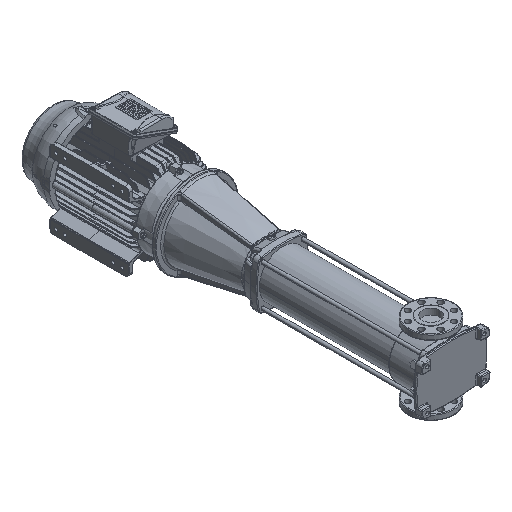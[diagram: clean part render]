
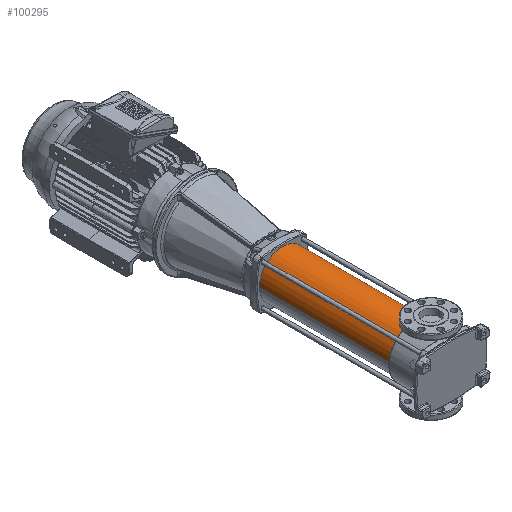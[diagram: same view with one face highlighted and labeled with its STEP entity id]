
A CAD part, isometric view. The second image highlights one B-rep face of the part: STEP entity #100295.
In plain terms, the highlighted cylindrical face has radius 98.5 mm (diameter 197 mm), a partial arc.
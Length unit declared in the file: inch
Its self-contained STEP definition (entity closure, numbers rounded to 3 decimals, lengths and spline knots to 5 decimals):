
#621 = EDGE_CURVE ( 'NONE', #80288, #21457, #52140, .T. ) ;
#2263 = VECTOR ( 'NONE', #68721, 39.37008 ) ;
#4973 = LINE ( 'NONE', #17224, #2263 ) ;
#5630 = CIRCLE ( 'NONE', #143967, 3.87795 ) ;
#14289 = CARTESIAN_POINT ( 'NONE',  ( 0., 2.13386, 0. ) ) ;
#16000 = CARTESIAN_POINT ( 'NONE',  ( 0., 2.13386, -3.87795 ) ) ;
#17224 = CARTESIAN_POINT ( 'NONE',  ( 0., 2.13386, -3.87795 ) ) ;
#21457 = VERTEX_POINT ( 'NONE', #62576 ) ;
#27675 = EDGE_CURVE ( 'NONE', #21457, #69948, #83714, .T. ) ;
#36393 = DIRECTION ( 'NONE',  ( 0., 1., 0. ) ) ;
#37996 = CYLINDRICAL_SURFACE ( 'NONE', #129286, 3.87795 ) ;
#49476 = DIRECTION ( 'NONE',  ( 0., 1., 0. ) ) ;
#52140 = LINE ( 'NONE', #128969, #59352 ) ;
#59352 = VECTOR ( 'NONE', #150296, 39.37008 ) ;
#62544 = FACE_OUTER_BOUND ( 'NONE', #160596, .T. ) ;
#62576 = CARTESIAN_POINT ( 'NONE',  ( 0., 24.00787, 3.87795 ) ) ;
#68721 = DIRECTION ( 'NONE',  ( 0., 1., 0. ) ) ;
#69948 = VERTEX_POINT ( 'NONE', #72462 ) ;
#71613 = CARTESIAN_POINT ( 'NONE',  ( 0., 2.13386, 0. ) ) ;
#72462 = CARTESIAN_POINT ( 'NONE',  ( 0., 24.00787, -3.87795 ) ) ;
#80288 = VERTEX_POINT ( 'NONE', #153497 ) ;
#83714 = CIRCLE ( 'NONE', #141139, 3.87795 ) ;
#84099 = ORIENTED_EDGE ( 'NONE', *, *, #621, .T. ) ;
#88724 = DIRECTION ( 'NONE',  ( 0., 0., 1. ) ) ;
#90982 = DIRECTION ( 'NONE',  ( 0., -1., 0. ) ) ;
#91450 = EDGE_CURVE ( 'NONE', #93872, #69948, #4973, .T. ) ;
#91786 = CARTESIAN_POINT ( 'NONE',  ( 0., 24.00787, 0. ) ) ;
#93267 = ORIENTED_EDGE ( 'NONE', *, *, #130522, .T. ) ;
#93872 = VERTEX_POINT ( 'NONE', #16000 ) ;
#100295 = ADVANCED_FACE ( 'NONE', ( #62544 ), #37996, .T. ) ;
#100808 = DIRECTION ( 'NONE',  ( 0., 0., 1. ) ) ;
#121045 = ORIENTED_EDGE ( 'NONE', *, *, #91450, .F. ) ;
#128969 = CARTESIAN_POINT ( 'NONE',  ( 0., 2.13386, 3.87795 ) ) ;
#129286 = AXIS2_PLACEMENT_3D ( 'NONE', #14289, #36393, #138592 ) ;
#130522 = EDGE_CURVE ( 'NONE', #93872, #80288, #5630, .T. ) ;
#134994 = ORIENTED_EDGE ( 'NONE', *, *, #27675, .T. ) ;
#138592 = DIRECTION ( 'NONE',  ( 0., 0., 1. ) ) ;
#141139 = AXIS2_PLACEMENT_3D ( 'NONE', #91786, #90982, #100808 ) ;
#143967 = AXIS2_PLACEMENT_3D ( 'NONE', #71613, #49476, #88724 ) ;
#150296 = DIRECTION ( 'NONE',  ( 0., 1., 0. ) ) ;
#153497 = CARTESIAN_POINT ( 'NONE',  ( 0., 2.13386, 3.87795 ) ) ;
#160596 = EDGE_LOOP ( 'NONE', ( #121045, #93267, #84099, #134994 ) ) ;
